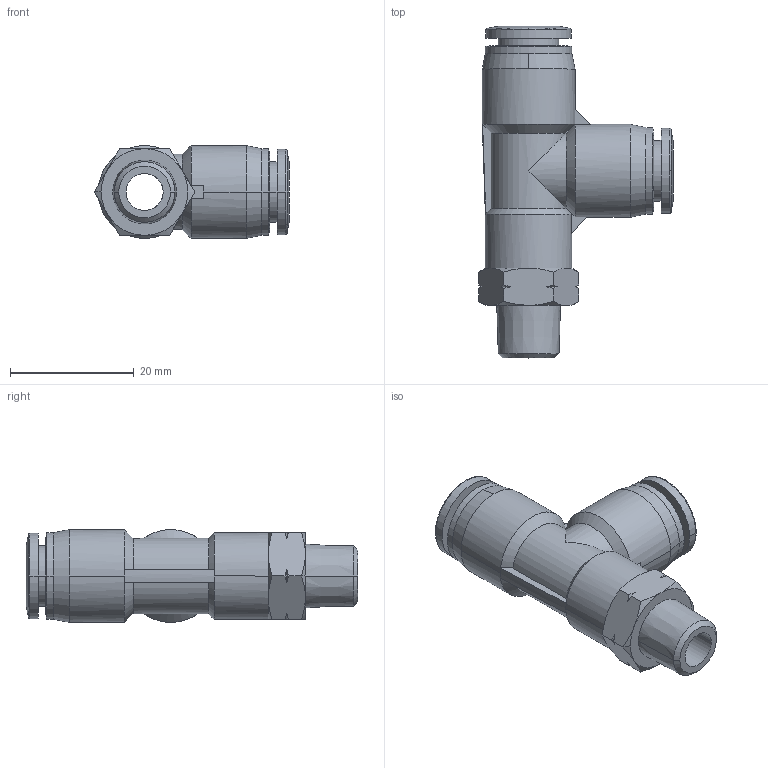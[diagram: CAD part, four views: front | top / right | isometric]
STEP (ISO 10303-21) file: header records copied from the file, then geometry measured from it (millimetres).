
FILE_DESCRIPTION (( 'STEP AP203' ), '1' );
FILE_NAME ('MRT516-18N.step', '2016-02-15T20:01:22', ( '' ), ( '' ), 'SwSTEP 2.0', 'SolidWorks 2015', '' );
FILE_SCHEMA (( 'CONFIG_CONTROL_DESIGN' ));
Length unit declared in the file: inch
Products named in the file (1): MRT516-18N
Bounding box: 31.48 x 53.65 x 15 mm (x, y, z)
Volume: 7182.2 mm3; surface area: 5282.6 mm2
Topology: 1 solids, 1 shells, 116 faces, 293 edges, 183 vertices
Faces by surface type: cone 55, cylinder 30, plane 22, bspline 9
Entity records: 3785 total; most frequent: CARTESIAN_POINT 1016, ORIENTED_EDGE 586, DIRECTION 554, EDGE_CURVE 293, AXIS2_PLACEMENT_3D 233, VERTEX_POINT 183, CIRCLE 125, EDGE_LOOP 124
